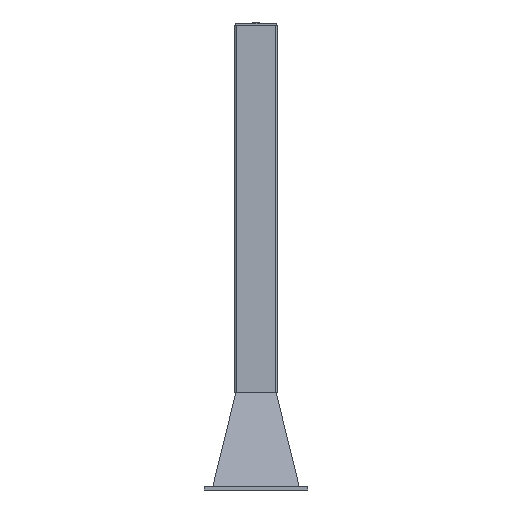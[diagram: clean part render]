
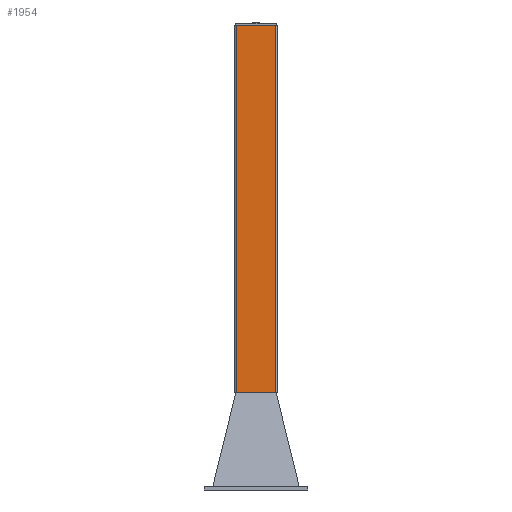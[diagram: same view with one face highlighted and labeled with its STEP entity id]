
A CAD part, left-side view. The second image highlights one B-rep face of the part: STEP entity #1954.
In plain terms, the highlighted planar face has unit normal (-1, 0, 0).
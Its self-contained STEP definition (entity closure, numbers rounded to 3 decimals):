
#1954=ADVANCED_FACE('',(#3488),#3489,.F.);
#3488=FACE_OUTER_BOUND('',#5009,.T.);
#3489=PLANE('',#5010);
#5009=EDGE_LOOP('',(#7304,#7305,#7306,#7307));
#5010=AXIS2_PLACEMENT_3D('',#7308,#7309,#7310);
#7304=ORIENTED_EDGE('',*,*,#9660,.F.);
#7305=ORIENTED_EDGE('',*,*,#9661,.T.);
#7306=ORIENTED_EDGE('',*,*,#9662,.T.);
#7307=ORIENTED_EDGE('',*,*,#9651,.T.);
#7308=CARTESIAN_POINT('',(-175.0,330.556,27.778));
#7309=DIRECTION('',(1.0,0.0,0.0));
#7310=DIRECTION('',(0.0,0.0,-1.0));
#9651=EDGE_CURVE('',#11158,#11155,#11159,.F.);
#9660=EDGE_CURVE('',#11173,#11155,#11174,.T.);
#9661=EDGE_CURVE('',#11173,#11175,#11176,.T.);
#9662=EDGE_CURVE('',#11175,#11158,#11177,.T.);
#11155=VERTEX_POINT('',#14748);
#11158=VERTEX_POINT('',#14751);
#11159=LINE('',#14752,#14753);
#11173=VERTEX_POINT('',#14770);
#11174=LINE('',#14771,#14772);
#11175=VERTEX_POINT('',#14773);
#11176=LINE('',#14774,#14775);
#11177=LINE('',#14776,#14777);
#14748=CARTESIAN_POINT('',(-175.0,-4.444,27.778));
#14751=CARTESIAN_POINT('',(-175.0,-4.444,-2972.222));
#14752=CARTESIAN_POINT('',(-175.0,-4.444,27.778));
#14753=VECTOR('',#17107,1.0);
#14770=CARTESIAN_POINT('',(-175.0,315.556,27.778));
#14771=CARTESIAN_POINT('',(-175.0,330.556,27.778));
#14772=VECTOR('',#17120,1.0);
#14773=CARTESIAN_POINT('',(-175.0,315.556,-2972.222));
#14774=CARTESIAN_POINT('',(-175.0,315.556,27.778));
#14775=VECTOR('',#17121,1.0);
#14776=CARTESIAN_POINT('',(-175.0,330.556,-2972.222));
#14777=VECTOR('',#17122,1.0);
#17107=DIRECTION('',(0.0,0.0,-1.0));
#17120=DIRECTION('',(0.0,-1.0,0.0));
#17121=DIRECTION('',(0.0,0.0,-1.0));
#17122=DIRECTION('',(0.0,-1.0,0.0));
